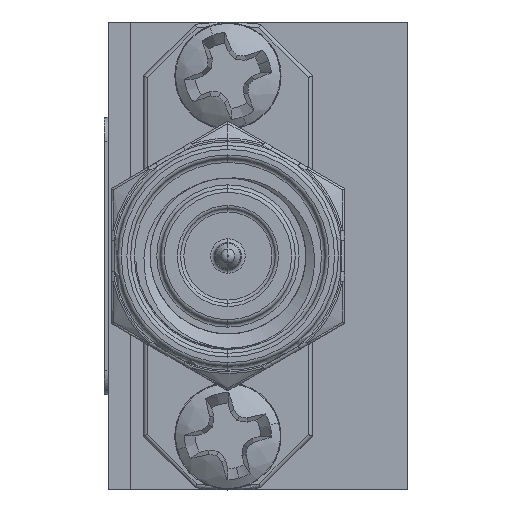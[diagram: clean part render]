
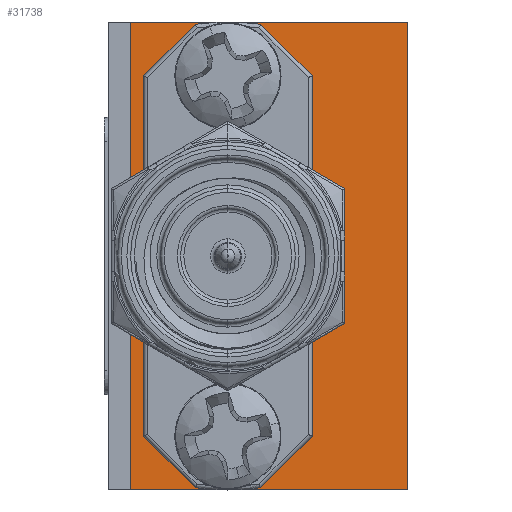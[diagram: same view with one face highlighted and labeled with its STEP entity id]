
A CAD part, left-side view. The second image highlights one B-rep face of the part: STEP entity #31738.
In plain terms, the highlighted planar face has unit normal (-1, 0, 0).
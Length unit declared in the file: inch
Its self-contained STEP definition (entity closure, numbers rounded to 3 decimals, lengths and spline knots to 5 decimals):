
#1514 = DIRECTION ( 'NONE',  ( -1., 0., 0. ) ) ;
#5038 = LINE ( 'NONE', #42200, #24087 ) ;
#6520 = EDGE_CURVE ( 'NONE', #77563, #27761, #32338, .T. ) ;
#6728 = AXIS2_PLACEMENT_3D ( 'NONE', #40650, #10335, #39227 ) ;
#9050 = DIRECTION ( 'NONE',  ( 1., 0., 0. ) ) ;
#9516 = AXIS2_PLACEMENT_3D ( 'NONE', #67134, #29959, #82250 ) ;
#10335 = DIRECTION ( 'NONE',  ( -1., 0., 0. ) ) ;
#10560 = VERTEX_POINT ( 'NONE', #93455 ) ;
#11415 = CIRCLE ( 'NONE', #6728, 0.043 ) ;
#13812 = VERTEX_POINT ( 'NONE', #54897 ) ;
#14940 = CIRCLE ( 'NONE', #85168, 0.0885 ) ;
#15328 = ORIENTED_EDGE ( 'NONE', *, *, #48639, .F. ) ;
#16398 = CARTESIAN_POINT ( 'NONE',  ( -0.65055, 0.45899, 0.12587 ) ) ;
#16656 = EDGE_CURVE ( 'NONE', #27761, #77563, #14940, .T. ) ;
#17123 = ORIENTED_EDGE ( 'NONE', *, *, #66208, .T. ) ;
#17166 = CARTESIAN_POINT ( 'NONE',  ( -0.65055, 0.20899, -0.49913 ) ) ;
#17234 = EDGE_CURVE ( 'NONE', #67452, #50317, #57210, .T. ) ;
#18211 = CARTESIAN_POINT ( 'NONE',  ( -0.65055, 0.07899, 0.01087 ) ) ;
#20270 = EDGE_CURVE ( 'NONE', #65025, #13812, #11415, .T. ) ;
#20613 = CIRCLE ( 'NONE', #39343, 0.043 ) ;
#24087 = VECTOR ( 'NONE', #34864, 39.37008 ) ;
#25144 = DIRECTION ( 'NONE',  ( 0., 0., -1. ) ) ;
#27506 = CARTESIAN_POINT ( 'NONE',  ( -0.65055, -0.16101, 0.12587 ) ) ;
#27761 = VERTEX_POINT ( 'NONE', #49739 ) ;
#28944 = ORIENTED_EDGE ( 'NONE', *, *, #88994, .F. ) ;
#29959 = DIRECTION ( 'NONE',  ( -1., 0., 0. ) ) ;
#29986 = DIRECTION ( 'NONE',  ( -1., 0., 0. ) ) ;
#30479 = DIRECTION ( 'NONE',  ( 0., 0., 1. ) ) ;
#31425 = VECTOR ( 'NONE', #77763, 39.37008 ) ;
#31738 = ADVANCED_FACE ( 'NONE', ( #60884, #83801, #76970, #53563 ), #83340, .F. ) ;
#32232 = ORIENTED_EDGE ( 'NONE', *, *, #20270, .F. ) ;
#32338 = CIRCLE ( 'NONE', #66694, 0.0885 ) ;
#32695 = EDGE_CURVE ( 'NONE', #67452, #10560, #34261, .T. ) ;
#33293 = ORIENTED_EDGE ( 'NONE', *, *, #6520, .F. ) ;
#33667 = ORIENTED_EDGE ( 'NONE', *, *, #16656, .F. ) ;
#33967 = DIRECTION ( 'NONE',  ( -1., 0., 0. ) ) ;
#34261 = LINE ( 'NONE', #92899, #31425 ) ;
#34864 = DIRECTION ( 'NONE',  ( 0., -1., 0. ) ) ;
#35029 = EDGE_LOOP ( 'NONE', ( #15328, #32232 ) ) ;
#36625 = VERTEX_POINT ( 'NONE', #89154 ) ;
#37816 = VECTOR ( 'NONE', #85986, 39.37008 ) ;
#39227 = DIRECTION ( 'NONE',  ( 0., 0., 1. ) ) ;
#39343 = AXIS2_PLACEMENT_3D ( 'NONE', #87179, #33967, #47678 ) ;
#39547 = CARTESIAN_POINT ( 'NONE',  ( -0.65055, 0.07899, -0.27513 ) ) ;
#40650 = CARTESIAN_POINT ( 'NONE',  ( -0.65055, 0.07899, 0.05387 ) ) ;
#41083 = CARTESIAN_POINT ( 'NONE',  ( -0.65055, 0.20899, -0.49913 ) ) ;
#41209 = VECTOR ( 'NONE', #87094, 39.37008 ) ;
#42200 = CARTESIAN_POINT ( 'NONE',  ( -0.65055, 0.45899, 0.12587 ) ) ;
#47320 = EDGE_CURVE ( 'NONE', #72471, #36625, #48606, .T. ) ;
#47678 = DIRECTION ( 'NONE',  ( 0., 0., 1. ) ) ;
#48150 = VERTEX_POINT ( 'NONE', #79498 ) ;
#48606 = CIRCLE ( 'NONE', #9516, 0.043 ) ;
#48639 = EDGE_CURVE ( 'NONE', #13812, #65025, #20613, .T. ) ;
#49507 = CARTESIAN_POINT ( 'NONE',  ( -0.65055, 0.07899, -0.18663 ) ) ;
#49739 = CARTESIAN_POINT ( 'NONE',  ( -0.65055, 0.07899, -0.09813 ) ) ;
#50317 = VERTEX_POINT ( 'NONE', #84000 ) ;
#51298 = CIRCLE ( 'NONE', #76268, 0.043 ) ;
#53563 = FACE_OUTER_BOUND ( 'NONE', #90738, .T. ) ;
#54070 = CARTESIAN_POINT ( 'NONE',  ( -0.65055, 0.07899, -0.38413 ) ) ;
#54897 = CARTESIAN_POINT ( 'NONE',  ( -0.65055, 0.07899, 0.09687 ) ) ;
#57210 = LINE ( 'NONE', #41083, #37816 ) ;
#60882 = ORIENTED_EDGE ( 'NONE', *, *, #47320, .F. ) ;
#60884 = FACE_BOUND ( 'NONE', #81514, .T. ) ;
#62981 = EDGE_LOOP ( 'NONE', ( #60882, #28944 ) ) ;
#65025 = VERTEX_POINT ( 'NONE', #18211 ) ;
#65659 = AXIS2_PLACEMENT_3D ( 'NONE', #16398, #9050, #25144 ) ;
#66208 = EDGE_CURVE ( 'NONE', #10560, #48150, #88060, .T. ) ;
#66694 = AXIS2_PLACEMENT_3D ( 'NONE', #49507, #79752, #71510 ) ;
#67134 = CARTESIAN_POINT ( 'NONE',  ( -0.65055, 0.07899, -0.42713 ) ) ;
#67452 = VERTEX_POINT ( 'NONE', #17166 ) ;
#68706 = EDGE_CURVE ( 'NONE', #50317, #48150, #5038, .T. ) ;
#68974 = CARTESIAN_POINT ( 'NONE',  ( -0.65055, 0.07899, -0.42713 ) ) ;
#71510 = DIRECTION ( 'NONE',  ( 0., 0., 1. ) ) ;
#72471 = VERTEX_POINT ( 'NONE', #54070 ) ;
#74967 = CARTESIAN_POINT ( 'NONE',  ( -0.65055, 0.07899, -0.18663 ) ) ;
#76268 = AXIS2_PLACEMENT_3D ( 'NONE', #68974, #1514, #85021 ) ;
#76970 = FACE_BOUND ( 'NONE', #62981, .T. ) ;
#77563 = VERTEX_POINT ( 'NONE', #39547 ) ;
#77763 = DIRECTION ( 'NONE',  ( 0., -1., 0. ) ) ;
#79498 = CARTESIAN_POINT ( 'NONE',  ( -0.65055, -0.16101, 0.12587 ) ) ;
#79752 = DIRECTION ( 'NONE',  ( -1., 0., 0. ) ) ;
#81514 = EDGE_LOOP ( 'NONE', ( #33667, #33293 ) ) ;
#81745 = ORIENTED_EDGE ( 'NONE', *, *, #17234, .F. ) ;
#82250 = DIRECTION ( 'NONE',  ( 0., 0., 1. ) ) ;
#83340 = PLANE ( 'NONE',  #65659 ) ;
#83801 = FACE_BOUND ( 'NONE', #35029, .T. ) ;
#84000 = CARTESIAN_POINT ( 'NONE',  ( -0.65055, 0.20899, 0.12587 ) ) ;
#84336 = ORIENTED_EDGE ( 'NONE', *, *, #68706, .F. ) ;
#85021 = DIRECTION ( 'NONE',  ( 0., 0., 1. ) ) ;
#85168 = AXIS2_PLACEMENT_3D ( 'NONE', #74967, #29986, #30479 ) ;
#85986 = DIRECTION ( 'NONE',  ( 0., 0., 1. ) ) ;
#87094 = DIRECTION ( 'NONE',  ( 0., 0., 1. ) ) ;
#87179 = CARTESIAN_POINT ( 'NONE',  ( -0.65055, 0.07899, 0.05387 ) ) ;
#88060 = LINE ( 'NONE', #27506, #41209 ) ;
#88994 = EDGE_CURVE ( 'NONE', #36625, #72471, #51298, .T. ) ;
#89154 = CARTESIAN_POINT ( 'NONE',  ( -0.65055, 0.07899, -0.47013 ) ) ;
#90738 = EDGE_LOOP ( 'NONE', ( #81745, #92280, #17123, #84336 ) ) ;
#92280 = ORIENTED_EDGE ( 'NONE', *, *, #32695, .T. ) ;
#92899 = CARTESIAN_POINT ( 'NONE',  ( -0.65055, 0.45899, -0.49913 ) ) ;
#93455 = CARTESIAN_POINT ( 'NONE',  ( -0.65055, -0.16101, -0.49913 ) ) ;
